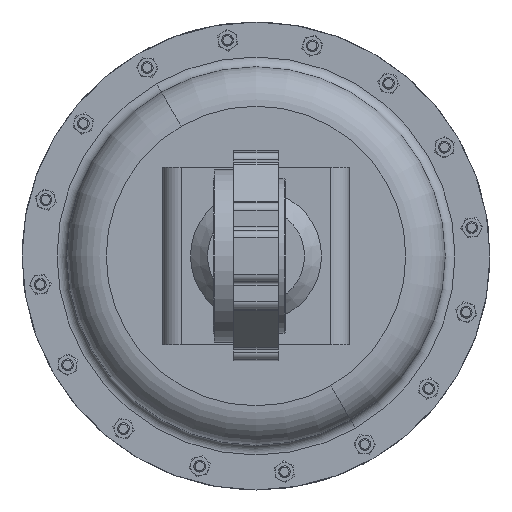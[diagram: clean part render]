
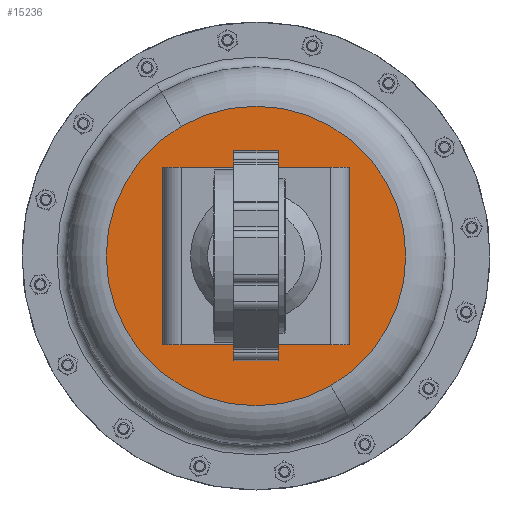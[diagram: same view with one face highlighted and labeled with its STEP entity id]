
A CAD part, front view. The second image highlights one B-rep face of the part: STEP entity #15236.
In plain terms, the highlighted planar face has unit normal (0, -1, 0).
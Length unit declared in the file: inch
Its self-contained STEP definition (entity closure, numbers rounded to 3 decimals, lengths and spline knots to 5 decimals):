
#1588 = DIRECTION ( 'NONE',  ( 0.5, 0., -0.866 ) ) ;
#1707 = DIRECTION ( 'NONE',  ( 0., 1., 0. ) ) ;
#2118 = DIRECTION ( 'NONE',  ( 0., 1., 0. ) ) ;
#3019 = CARTESIAN_POINT ( 'NONE',  ( -1.05024, 9.10819, 2.98223 ) ) ;
#3049 = CIRCLE ( 'NONE', #4359, 2.375 ) ;
#3663 = PLANE ( 'NONE',  #14700 ) ;
#4359 = AXIS2_PLACEMENT_3D ( 'NONE', #12747, #1707, #14601 ) ;
#4598 = VERTEX_POINT ( 'NONE', #11326 ) ;
#5307 = ORIENTED_EDGE ( 'NONE', *, *, #15033, .T. ) ;
#5404 = EDGE_LOOP ( 'NONE', ( #10808, #18734 ) ) ;
#5640 = CIRCLE ( 'NONE', #19545, 4. ) ;
#6175 = AXIS2_PLACEMENT_3D ( 'NONE', #23577, #12627, #1588 ) ;
#6214 = EDGE_CURVE ( 'NONE', #19320, #4598, #3049, .T. ) ;
#6272 = ORIENTED_EDGE ( 'NONE', *, *, #6214, .T. ) ;
#7345 = CIRCLE ( 'NONE', #6175, 4. ) ;
#7383 = CARTESIAN_POINT ( 'NONE',  ( 0.94976, 9.10819, -2.85687 ) ) ;
#7395 = DIRECTION ( 'NONE',  ( 0., -1., 0. ) ) ;
#8370 = CARTESIAN_POINT ( 'NONE',  ( -1.05024, 9.10819, 0.60723 ) ) ;
#10206 = DIRECTION ( 'NONE',  ( 0., 0., 1. ) ) ;
#10216 = AXIS2_PLACEMENT_3D ( 'NONE', #8370, #21226, #10206 ) ;
#10708 = CIRCLE ( 'NONE', #10216, 2.375 ) ;
#10808 = ORIENTED_EDGE ( 'NONE', *, *, #21076, .F. ) ;
#11326 = CARTESIAN_POINT ( 'NONE',  ( -1.05024, 9.10819, -1.76777 ) ) ;
#12627 = DIRECTION ( 'NONE',  ( 0., 1., 0. ) ) ;
#12664 = EDGE_CURVE ( 'NONE', #14726, #13276, #7345, .T. ) ;
#12747 = CARTESIAN_POINT ( 'NONE',  ( -1.05024, 9.10819, 0.60723 ) ) ;
#12861 = CARTESIAN_POINT ( 'NONE',  ( -4.51434, 9.10819, -1.39277 ) ) ;
#13160 = CARTESIAN_POINT ( 'NONE',  ( -1.05024, 9.10819, 0.60723 ) ) ;
#13276 = VERTEX_POINT ( 'NONE', #7383 ) ;
#14601 = DIRECTION ( 'NONE',  ( 0., 0., 1. ) ) ;
#14700 = AXIS2_PLACEMENT_3D ( 'NONE', #12861, #7395, #20247 ) ;
#14726 = VERTEX_POINT ( 'NONE', #16186 ) ;
#15006 = DIRECTION ( 'NONE',  ( 0.5, 0., -0.866 ) ) ;
#15033 = EDGE_CURVE ( 'NONE', #4598, #19320, #10708, .T. ) ;
#15236 = ADVANCED_FACE ( 'NONE', ( #21330, #16412 ), #3663, .T. ) ;
#16186 = CARTESIAN_POINT ( 'NONE',  ( -3.05024, 9.10819, 4.07133 ) ) ;
#16412 = FACE_BOUND ( 'NONE', #18048, .T. ) ;
#18048 = EDGE_LOOP ( 'NONE', ( #5307, #6272 ) ) ;
#18734 = ORIENTED_EDGE ( 'NONE', *, *, #12664, .F. ) ;
#19320 = VERTEX_POINT ( 'NONE', #3019 ) ;
#19545 = AXIS2_PLACEMENT_3D ( 'NONE', #13160, #2118, #15006 ) ;
#20247 = DIRECTION ( 'NONE',  ( -0.5, 0., 0.866 ) ) ;
#21076 = EDGE_CURVE ( 'NONE', #13276, #14726, #5640, .T. ) ;
#21226 = DIRECTION ( 'NONE',  ( 0., 1., 0. ) ) ;
#21330 = FACE_OUTER_BOUND ( 'NONE', #5404, .T. ) ;
#23577 = CARTESIAN_POINT ( 'NONE',  ( -1.05024, 9.10819, 0.60723 ) ) ;
